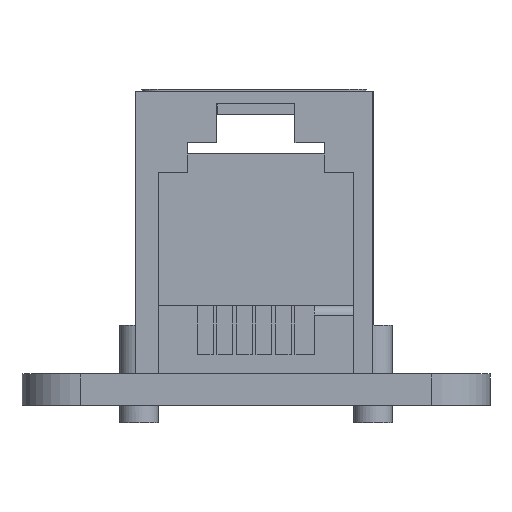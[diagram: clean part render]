
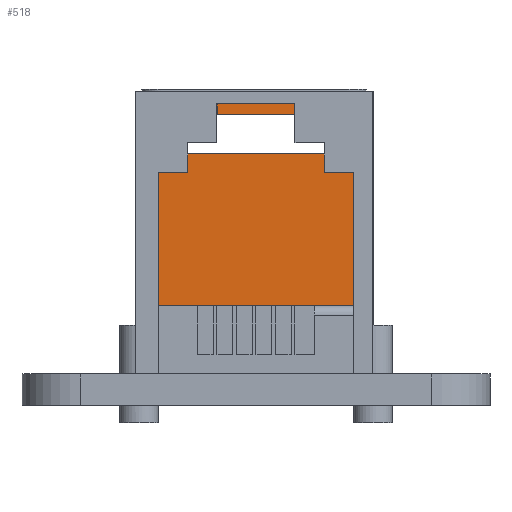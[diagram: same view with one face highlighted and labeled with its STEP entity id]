
A CAD part, left-side view. The second image highlights one B-rep face of the part: STEP entity #518.
In plain terms, the highlighted planar face has unit normal (1, 0, 0).
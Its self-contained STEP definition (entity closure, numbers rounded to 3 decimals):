
#60 = LINE ( 'NONE', #4254, #3640 ) ;
#78 = CARTESIAN_POINT ( 'NONE',  ( -24.298, -3.209, 49.555 ) ) ;
#223 = ORIENTED_EDGE ( 'NONE', *, *, #2335, .F. ) ;
#244 = DIRECTION ( 'NONE',  ( 1., 0., 0. ) ) ;
#373 = DIRECTION ( 'NONE',  ( 0., 0., 1. ) ) ;
#396 = ORIENTED_EDGE ( 'NONE', *, *, #2783, .F. ) ;
#405 = ORIENTED_EDGE ( 'NONE', *, *, #2141, .F. ) ;
#419 = LINE ( 'NONE', #5246, #3779 ) ;
#451 = DIRECTION ( 'NONE',  ( 0., -1., 0. ) ) ;
#518 = ADVANCED_FACE ( 'NONE', ( #5646, #3259 ), #742, .T. ) ;
#614 = CARTESIAN_POINT ( 'NONE',  ( -24.298, 6.791, 49.555 ) ) ;
#655 = CARTESIAN_POINT ( 'NONE',  ( -24.298, 6.791, 49.555 ) ) ;
#674 = EDGE_LOOP ( 'NONE', ( #1528, #2727, #3909, #405, #1666, #4070, #5253, #1813 ) ) ;
#737 = VERTEX_POINT ( 'NONE', #1864 ) ;
#742 = PLANE ( 'NONE',  #5965 ) ;
#793 = CARTESIAN_POINT ( 'NONE',  ( -24.298, 6.791, 61.855 ) ) ;
#792 = CARTESIAN_POINT ( 'NONE',  ( -24.298, 6.791, 48.555 ) ) ;
#907 = LINE ( 'NONE', #655, #4359 ) ;
#982 = VECTOR ( 'NONE', #3532, 1000. ) ;
#997 = EDGE_CURVE ( 'NONE', #1201, #737, #2647, .T. ) ;
#1016 = VERTEX_POINT ( 'NONE', #614 ) ;
#1116 = CARTESIAN_POINT ( 'NONE',  ( -24.298, 7.991, 48.555 ) ) ;
#1162 = CARTESIAN_POINT ( 'NONE',  ( -24.298, 6.791, 48.555 ) ) ;
#1201 = VERTEX_POINT ( 'NONE', #2100 ) ;
#1366 = VERTEX_POINT ( 'NONE', #3027 ) ;
#1438 = CARTESIAN_POINT ( 'NONE',  ( -24.298, -4.209, 48.555 ) ) ;
#1528 = ORIENTED_EDGE ( 'NONE', *, *, #997, .F. ) ;
#1564 = DIRECTION ( 'NONE',  ( 0., -1., 0. ) ) ;
#1582 = EDGE_CURVE ( 'NONE', #1366, #3390, #4089, .T. ) ;
#1649 = DIRECTION ( 'NONE',  ( 0., -1., 0. ) ) ;
#1666 = ORIENTED_EDGE ( 'NONE', *, *, #5079, .T. ) ;
#1691 = VECTOR ( 'NONE', #2796, 1000. ) ;
#1727 = CARTESIAN_POINT ( 'NONE',  ( -24.298, -3.009, 61.855 ) ) ;
#1813 = ORIENTED_EDGE ( 'NONE', *, *, #1856, .F. ) ;
#1856 = EDGE_CURVE ( 'NONE', #737, #1366, #4574, .T. ) ;
#1864 = CARTESIAN_POINT ( 'NONE',  ( -24.298, -3.209, 48.555 ) ) ;
#1946 = LINE ( 'NONE', #1727, #3000 ) ;
#1979 = EDGE_CURVE ( 'NONE', #1016, #1201, #907, .T. ) ;
#2001 = LINE ( 'NONE', #4552, #4273 ) ;
#2100 = CARTESIAN_POINT ( 'NONE',  ( -24.298, -3.209, 49.555 ) ) ;
#2141 = EDGE_CURVE ( 'NONE', #2910, #4944, #419, .T. ) ;
#2327 = VERTEX_POINT ( 'NONE', #793 ) ;
#2335 = EDGE_CURVE ( 'NONE', #3941, #3427, #3344, .T. ) ;
#2463 = EDGE_CURVE ( 'NONE', #2754, #3941, #1946, .T. ) ;
#2475 = DIRECTION ( 'NONE',  ( 0., -1., 0. ) ) ;
#2515 = DIRECTION ( 'NONE',  ( 0., 0., 1. ) ) ;
#2559 = VERTEX_POINT ( 'NONE', #4483 ) ;
#2612 = EDGE_CURVE ( 'NONE', #3427, #2327, #4080, .T. ) ;
#2647 = LINE ( 'NONE', #78, #4900 ) ;
#2677 = CARTESIAN_POINT ( 'NONE',  ( -24.298, 7.991, 48.555 ) ) ;
#2727 = ORIENTED_EDGE ( 'NONE', *, *, #1979, .F. ) ;
#2754 = VERTEX_POINT ( 'NONE', #3643 ) ;
#2783 = EDGE_CURVE ( 'NONE', #2327, #2754, #2001, .T. ) ;
#2796 = DIRECTION ( 'NONE',  ( 0., 0., 1. ) ) ;
#2884 = VECTOR ( 'NONE', #4484, 1000. ) ;
#2910 = VERTEX_POINT ( 'NONE', #3261 ) ;
#3000 = VECTOR ( 'NONE', #4442, 1000. ) ;
#3027 = CARTESIAN_POINT ( 'NONE',  ( -24.298, -4.209, 48.555 ) ) ;
#3029 = CARTESIAN_POINT ( 'NONE',  ( -24.298, 7.991, 48.555 ) ) ;
#3097 = CARTESIAN_POINT ( 'NONE',  ( -24.298, 6.791, 59.855 ) ) ;
#3128 = CARTESIAN_POINT ( 'NONE',  ( -24.298, 6.791, 61.855 ) ) ;
#3227 = VECTOR ( 'NONE', #4687, 1000. ) ;
#3259 = FACE_OUTER_BOUND ( 'NONE', #674, .T. ) ;
#3261 = CARTESIAN_POINT ( 'NONE',  ( -24.298, 7.991, 48.555 ) ) ;
#3344 = LINE ( 'NONE', #3509, #982 ) ;
#3390 = VERTEX_POINT ( 'NONE', #4446 ) ;
#3427 = VERTEX_POINT ( 'NONE', #3097 ) ;
#3476 = DIRECTION ( 'NONE',  ( 0., 0., -1. ) ) ;
#3509 = CARTESIAN_POINT ( 'NONE',  ( -24.298, -3.009, 59.855 ) ) ;
#3532 = DIRECTION ( 'NONE',  ( 0., 1., 0. ) ) ;
#3640 = VECTOR ( 'NONE', #1564, 1000. ) ;
#3643 = CARTESIAN_POINT ( 'NONE',  ( -24.298, -3.009, 61.855 ) ) ;
#3773 = VECTOR ( 'NONE', #373, 1000. ) ;
#3779 = VECTOR ( 'NONE', #1649, 1000. ) ;
#3909 = ORIENTED_EDGE ( 'NONE', *, *, #5732, .F. ) ;
#3941 = VERTEX_POINT ( 'NONE', #5675 ) ;
#4070 = ORIENTED_EDGE ( 'NONE', *, *, #5555, .T. ) ;
#4080 = LINE ( 'NONE', #3128, #3773 ) ;
#4089 = LINE ( 'NONE', #1438, #1691 ) ;
#4105 = LINE ( 'NONE', #2677, #2884 ) ;
#4160 = EDGE_LOOP ( 'NONE', ( #5106, #396, #4980, #223 ) ) ;
#4253 = DIRECTION ( 'NONE',  ( 0., 0., -1. ) ) ;
#4254 = CARTESIAN_POINT ( 'NONE',  ( -24.298, 7.991, 63.055 ) ) ;
#4273 = VECTOR ( 'NONE', #451, 1000. ) ;
#4359 = VECTOR ( 'NONE', #2475, 1000. ) ;
#4442 = DIRECTION ( 'NONE',  ( 0., 0., -1. ) ) ;
#4446 = CARTESIAN_POINT ( 'NONE',  ( -24.298, -4.209, 63.055 ) ) ;
#4483 = CARTESIAN_POINT ( 'NONE',  ( -24.298, 7.991, 63.055 ) ) ;
#4484 = DIRECTION ( 'NONE',  ( 0., 0., 1. ) ) ;
#4552 = CARTESIAN_POINT ( 'NONE',  ( -24.298, -3.009, 61.855 ) ) ;
#4574 = LINE ( 'NONE', #1116, #3227 ) ;
#4687 = DIRECTION ( 'NONE',  ( 0., -1., 0. ) ) ;
#4900 = VECTOR ( 'NONE', #4253, 1000. ) ;
#4944 = VERTEX_POINT ( 'NONE', #792 ) ;
#4980 = ORIENTED_EDGE ( 'NONE', *, *, #2612, .F. ) ;
#5079 = EDGE_CURVE ( 'NONE', #2910, #2559, #4105, .T. ) ;
#5106 = ORIENTED_EDGE ( 'NONE', *, *, #2463, .F. ) ;
#5246 = CARTESIAN_POINT ( 'NONE',  ( -24.298, 7.991, 48.555 ) ) ;
#5253 = ORIENTED_EDGE ( 'NONE', *, *, #1582, .F. ) ;
#5342 = VECTOR ( 'NONE', #2515, 1000. ) ;
#5485 = LINE ( 'NONE', #1162, #5342 ) ;
#5555 = EDGE_CURVE ( 'NONE', #2559, #3390, #60, .T. ) ;
#5646 = FACE_BOUND ( 'NONE', #4160, .T. ) ;
#5675 = CARTESIAN_POINT ( 'NONE',  ( -24.298, -3.009, 59.855 ) ) ;
#5732 = EDGE_CURVE ( 'NONE', #4944, #1016, #5485, .T. ) ;
#5965 = AXIS2_PLACEMENT_3D ( 'NONE', #3029, #244, #3476 ) ;
